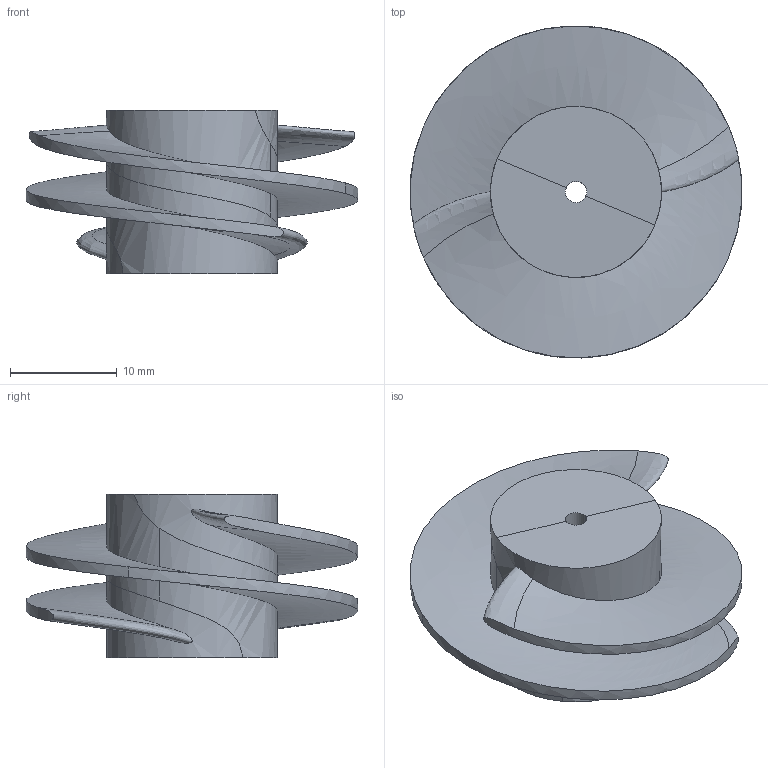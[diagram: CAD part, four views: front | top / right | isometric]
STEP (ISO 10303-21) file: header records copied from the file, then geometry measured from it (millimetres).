
FILE_DESCRIPTION (( 'STEP AP203' ), '1' );
FILE_NAME ('kerosene_PDR_inducer_unintegrated_print.STEP', '2024-11-03T21:13:04', ( '' ), ( '' ), 'SwSTEP 2.0', 'SolidWorks 2024', '' );
FILE_SCHEMA (( 'CONFIG_CONTROL_DESIGN' ));
Length unit declared in the file: millimetre
Products named in the file (1): kerosene_PDR_inducer_unintegrated_print
Bounding box: 31 x 31.04 x 15.31 mm (x, y, z)
Volume: 4038.6 mm3; surface area: 3372.9 mm2
Topology: 1 solids, 1 shells, 22 faces, 62 edges, 40 vertices
Faces by surface type: bspline 22
Entity records: 9383 total; most frequent: CARTESIAN_POINT 8901, ORIENTED_EDGE 124, EDGE_CURVE 62, B_SPLINE_CURVE_WITH_KNOTS 50, VERTEX_POINT 40, DIRECTION 26, FACE_OUTER_BOUND 22, EDGE_LOOP 22
